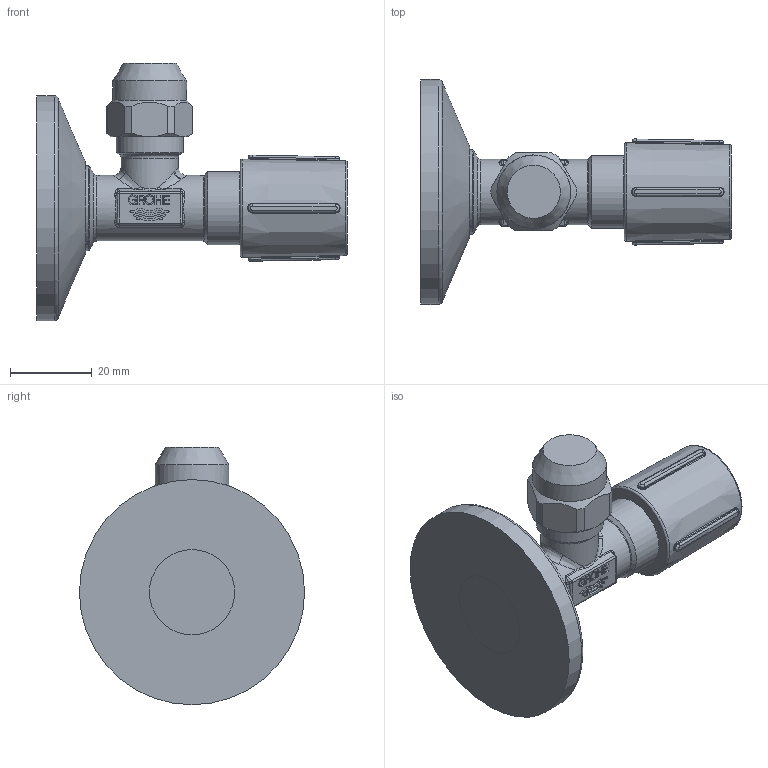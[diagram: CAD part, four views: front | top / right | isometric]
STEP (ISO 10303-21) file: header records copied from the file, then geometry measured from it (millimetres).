
FILE_DESCRIPTION(/* description */ ('Unknown'),/* implementation_level */ '2;1');
FILE_NAME(/* name */ '22037000',/* time_stamp */ '2022-09-10T05:32:32+02:00',/* author */ ('Unknown'),/* organization */ ('GROHE AG'),/* preprocessor_version */ 'ST-DEVELOPER v16.7',/* originating_system */ 'DEX',/* authorisation */ $);
FILE_SCHEMA (('AUTOMOTIVE_DESIGN {1 0 10303 214 3 1 1}'));
Length unit declared in the file: millimetre
Products named in the file (5): 22037000; SL136.024; SL033. RPR 0215; SL001.3-8 RPR 0215; SL094.01 RPR0215
Assembly tree (4 placements, depth 2):
  22037000
    SL136.024
    SL033. RPR 0215
    SL001.3-8 RPR 0215
    SL094.01 RPR0215
Bounding box: 75.94 x 55 x 62.91 mm (x, y, z)
Volume: 35290.7 mm3; surface area: 23982 mm2
Topology: 4 solids, 9 shells, 474 faces, 1213 edges, 764 vertices
Faces by surface type: plane 258, cylinder 103, bspline 58, cone 27, torus 20, sphere 8
Full cylindrical faces by diameter (mm): 8 x2, 10.3 x1, 10.5 x1, 11.7 x1, 12 x1, 12.4 x1, 13.1 x1, 14 x1, 15.3 x1, 16 x1, 16.45 x1, 17.8 x1, 18 x1, 20.8 x1, 21.6 x1, 55 x1
Entity records: 17065 total; most frequent: CARTESIAN_POINT 6501, ORIENTED_EDGE 2264, DIRECTION 1876, EDGE_CURVE 1132, VERTEX_POINT 746, LINE 662, VECTOR 662, AXIS2_PLACEMENT_3D 607
